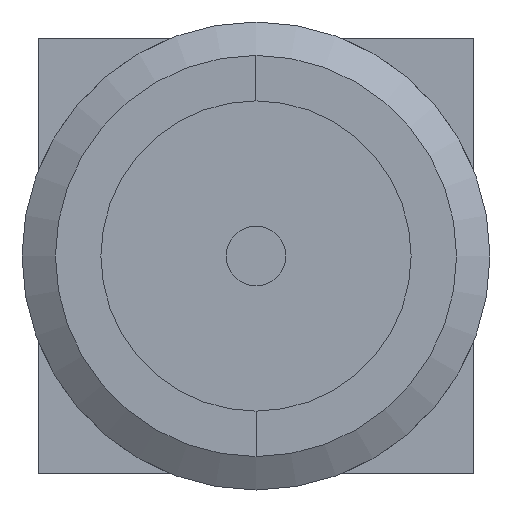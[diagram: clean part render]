
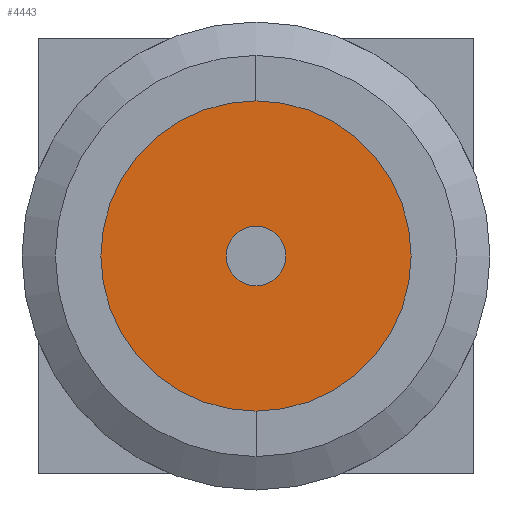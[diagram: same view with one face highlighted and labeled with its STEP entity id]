
A CAD part, left-side view. The second image highlights one B-rep face of the part: STEP entity #4443.
In plain terms, the highlighted planar face has unit normal (-1, 0, 0).
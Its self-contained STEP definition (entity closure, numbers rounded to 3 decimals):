
#4321 = CYLINDRICAL_SURFACE('',#4322,2.32);
#4322 = AXIS2_PLACEMENT_3D('',#4323,#4324,#4325);
#4323 = CARTESIAN_POINT('',(-11.6,0.,0.
    ));
#4324 = DIRECTION('',(-1.,0.,0.));
#4325 = DIRECTION('',(0.,1.,0.));
#4388 = VERTEX_POINT('',#4389);
#4389 = CARTESIAN_POINT('',(-9.48,2.32,0.));
#4410 = EDGE_CURVE('',#4388,#4388,#4411,.T.);
#4411 = SURFACE_CURVE('',#4412,(#4417,#4424),.PCURVE_S1.);
#4412 = CIRCLE('',#4413,2.32);
#4413 = AXIS2_PLACEMENT_3D('',#4414,#4415,#4416);
#4414 = CARTESIAN_POINT('',(-9.48,0.,0.
    ));
#4415 = DIRECTION('',(-1.,0.,0.));
#4416 = DIRECTION('',(0.,1.,0.));
#4417 = PCURVE('',#4321,#4418);
#4418 = DEFINITIONAL_REPRESENTATION('',(#4419),#4423);
#4419 = LINE('',#4420,#4421);
#4420 = CARTESIAN_POINT('',(0.,-2.12));
#4421 = VECTOR('',#4422,1.);
#4422 = DIRECTION('',(1.,0.));
#4423 = ( GEOMETRIC_REPRESENTATION_CONTEXT(2) 
PARAMETRIC_REPRESENTATION_CONTEXT() REPRESENTATION_CONTEXT('2D SPACE',''
  ) );
#4424 = PCURVE('',#4425,#4430);
#4425 = PLANE('',#4426);
#4426 = AXIS2_PLACEMENT_3D('',#4427,#4428,#4429);
#4427 = CARTESIAN_POINT('',(-9.48,2.32,0.));
#4428 = DIRECTION('',(1.,0.,0.));
#4429 = DIRECTION('',(0.,0.,1.));
#4430 = DEFINITIONAL_REPRESENTATION('',(#4431),#4439);
#4431 = ( BOUNDED_CURVE() B_SPLINE_CURVE(2,(#4432,#4433,#4434,#4435,
#4436,#4437,#4438),.UNSPECIFIED.,.F.,.F.) B_SPLINE_CURVE_WITH_KNOTS((1,2
    ,2,2,2,1),(-2.094,0.,2.094,4.189,
6.283,8.378),.UNSPECIFIED.) CURVE() 
GEOMETRIC_REPRESENTATION_ITEM() RATIONAL_B_SPLINE_CURVE((1.,0.5,1.,0.5,
1.,0.5,1.)) REPRESENTATION_ITEM('') );
#4432 = CARTESIAN_POINT('',(0.,0.));
#4433 = CARTESIAN_POINT('',(-4.018,0.));
#4434 = CARTESIAN_POINT('',(-2.009,3.48));
#4435 = CARTESIAN_POINT('',(0.,6.96));
#4436 = CARTESIAN_POINT('',(2.009,3.48));
#4437 = CARTESIAN_POINT('',(4.018,0.));
#4438 = CARTESIAN_POINT('',(0.,0.));
#4439 = ( GEOMETRIC_REPRESENTATION_CONTEXT(2) 
PARAMETRIC_REPRESENTATION_CONTEXT() REPRESENTATION_CONTEXT('2D SPACE',''
  ) );
#4443 = ADVANCED_FACE('',(#4444,#4447),#4425,.F.);
#4444 = FACE_BOUND('',#4445,.F.);
#4445 = EDGE_LOOP('',(#4446));
#4446 = ORIENTED_EDGE('',*,*,#4410,.F.);
#4447 = FACE_BOUND('',#4448,.F.);
#4448 = EDGE_LOOP('',(#4449));
#4449 = ORIENTED_EDGE('',*,*,#4450,.T.);
#4450 = EDGE_CURVE('',#4451,#4451,#4453,.T.);
#4451 = VERTEX_POINT('',#4452);
#4452 = CARTESIAN_POINT('',(-9.48,0.445,0.));
#4453 = SURFACE_CURVE('',#4454,(#4459,#4470),.PCURVE_S1.);
#4454 = CIRCLE('',#4455,0.445);
#4455 = AXIS2_PLACEMENT_3D('',#4456,#4457,#4458);
#4456 = CARTESIAN_POINT('',(-9.48,0.,0.
    ));
#4457 = DIRECTION('',(-1.,0.,0.));
#4458 = DIRECTION('',(0.,1.,0.));
#4459 = PCURVE('',#4425,#4460);
#4460 = DEFINITIONAL_REPRESENTATION('',(#4461),#4469);
#4461 = ( BOUNDED_CURVE() B_SPLINE_CURVE(2,(#4462,#4463,#4464,#4465,
#4466,#4467,#4468),.UNSPECIFIED.,.F.,.F.) B_SPLINE_CURVE_WITH_KNOTS((1,2
    ,2,2,2,1),(-2.094,0.,2.094,4.189,
6.283,8.378),.UNSPECIFIED.) CURVE() 
GEOMETRIC_REPRESENTATION_ITEM() RATIONAL_B_SPLINE_CURVE((1.,0.5,1.,0.5,
1.,0.5,1.)) REPRESENTATION_ITEM('') );
#4462 = CARTESIAN_POINT('',(0.,1.875));
#4463 = CARTESIAN_POINT('',(-0.771,1.875));
#4464 = CARTESIAN_POINT('',(-0.385,2.543));
#4465 = CARTESIAN_POINT('',(0.,3.21));
#4466 = CARTESIAN_POINT('',(0.385,2.543));
#4467 = CARTESIAN_POINT('',(0.771,1.875));
#4468 = CARTESIAN_POINT('',(0.,1.875));
#4469 = ( GEOMETRIC_REPRESENTATION_CONTEXT(2) 
PARAMETRIC_REPRESENTATION_CONTEXT() REPRESENTATION_CONTEXT('2D SPACE',''
  ) );
#4470 = PCURVE('',#4471,#4476);
#4471 = CYLINDRICAL_SURFACE('',#4472,0.445);
#4472 = AXIS2_PLACEMENT_3D('',#4473,#4474,#4475);
#4473 = CARTESIAN_POINT('',(-9.48,0.,0.
    ));
#4474 = DIRECTION('',(-1.,0.,0.));
#4475 = DIRECTION('',(0.,1.,0.));
#4476 = DEFINITIONAL_REPRESENTATION('',(#4477),#4481);
#4477 = LINE('',#4478,#4479);
#4478 = CARTESIAN_POINT('',(0.,0.));
#4479 = VECTOR('',#4480,1.);
#4480 = DIRECTION('',(1.,0.));
#4481 = ( GEOMETRIC_REPRESENTATION_CONTEXT(2) 
PARAMETRIC_REPRESENTATION_CONTEXT() REPRESENTATION_CONTEXT('2D SPACE',''
  ) );
